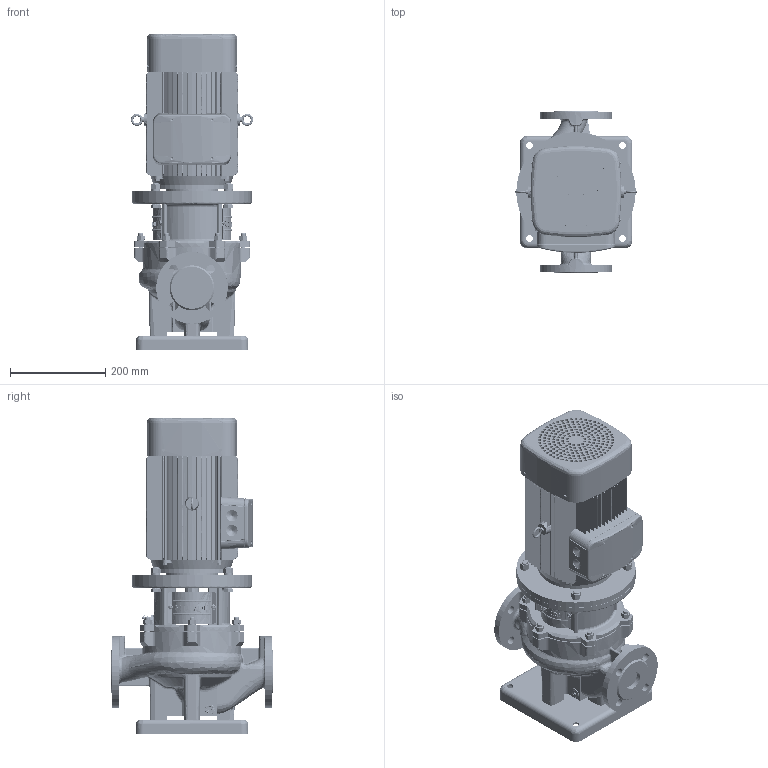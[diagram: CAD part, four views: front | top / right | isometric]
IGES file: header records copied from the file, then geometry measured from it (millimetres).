
Global section: file name: 015P2004 (RV 40-3002); native system: AutoCAD 2021 — Русский (Russian),62HAutod; preprocessor: esk Translation Framework DWG producer (atf_dwg_producer); organization: unknown; date: 20230328.214705; units: millimetre
Bounding box: 255.9 x 340 x 661.5 mm (x, y, z)
Volume: 15856661.3 mm3; surface area: 1528274.3 mm2
Topology: 47 solids, 48 shells, 3998 faces, 11585 edges, 8196 vertices
Faces by surface type: bspline 3910, revolution 88
